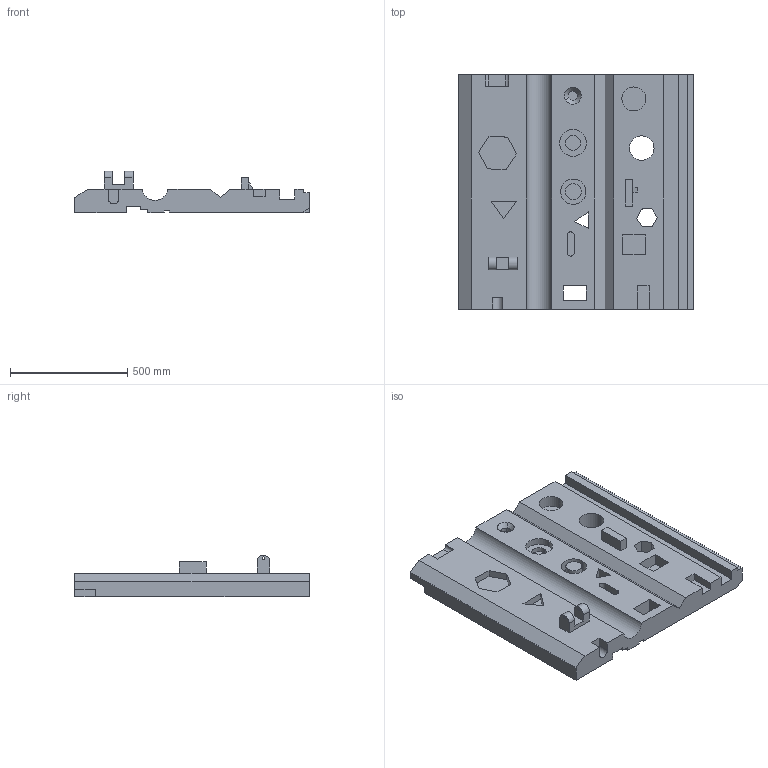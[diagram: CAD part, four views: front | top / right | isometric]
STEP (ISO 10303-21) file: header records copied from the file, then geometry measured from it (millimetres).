
FILE_DESCRIPTION(('CATIA V5 STEP Exchange'),'2;1');
FILE_NAME('Part7.stp','2025-09-02T14:54:12+00:00',('none'),('none'),'CATIA Version 5 Release 21 GA (IN-10)','CATIA V5 STEP AP203','none');
FILE_SCHEMA(('CONFIG_CONTROL_DESIGN'));
Length unit declared in the file: millimetre
Products named in the file (1): Part3
Bounding box: 1000 x 1000 x 177.38 mm (x, y, z)
Volume: 82314243.4 mm3; surface area: 2812012.6 mm2
Topology: 1 solids, 1 shells, 128 faces, 340 edges, 228 vertices
Faces by surface type: plane 98, cylinder 28, cone 2
Entity records: 3917 total; most frequent: CARTESIAN_POINT 731, ORIENTED_EDGE 676, DIRECTION 559, EDGE_CURVE 338, VECTOR 282, LINE 282, VERTEX_POINT 224, AXIS2_PLACEMENT_3D 167
